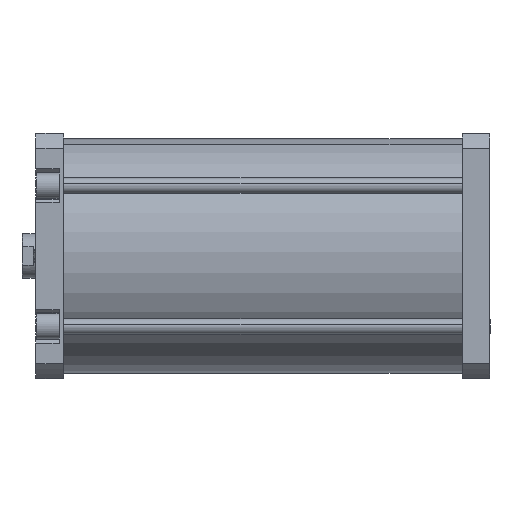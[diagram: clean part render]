
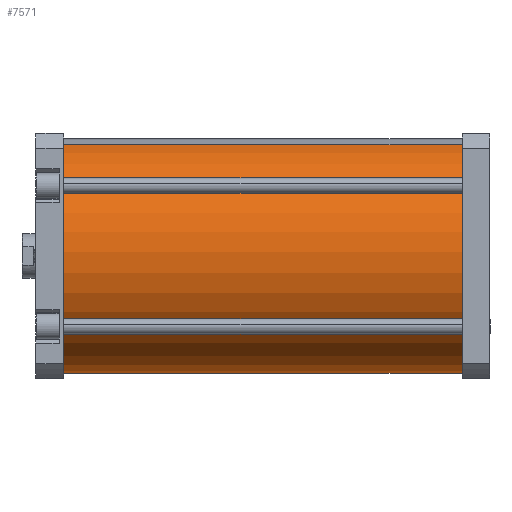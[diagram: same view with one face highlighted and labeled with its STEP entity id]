
A CAD part, front view. The second image highlights one B-rep face of the part: STEP entity #7571.
In plain terms, the highlighted cylindrical face has radius 105 mm (diameter 210 mm), a partial arc.
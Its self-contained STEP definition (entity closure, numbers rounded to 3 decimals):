
#228 = DIRECTION ( 'NONE',  ( -1., 0., 0. ) ) ;
#229 = DIRECTION ( 'NONE',  ( 0., 0., -1. ) ) ;
#230 = CARTESIAN_POINT ( 'NONE',  ( 0., 0., 357. ) ) ;
#1607 = EDGE_LOOP ( 'NONE', ( #1916, #1915, #1914, #1913 ) ) ;
#1913 = ORIENTED_EDGE ( 'NONE', *, *, #3142, .T. ) ;
#1914 = ORIENTED_EDGE ( 'NONE', *, *, #3137, .T. ) ;
#1915 = ORIENTED_EDGE ( 'NONE', *, *, #3140, .F. ) ;
#1916 = ORIENTED_EDGE ( 'NONE', *, *, #3135, .F. ) ;
#2745 = LINE ( 'NONE', #6101, #2753 ) ;
#2753 = VECTOR ( 'NONE', #6200, 1000. ) ;
#2778 = LINE ( 'NONE', #6227, #3108 ) ;
#3041 = CIRCLE ( 'NONE', #3690, 105. ) ;
#3082 = CIRCLE ( 'NONE', #3686, 105. ) ;
#3108 = VECTOR ( 'NONE', #6211, 1000. ) ;
#3135 = EDGE_CURVE ( 'NONE', #6178, #6208, #2778, .T. ) ;
#3137 = EDGE_CURVE ( 'NONE', #6098, #6201, #2745, .T. ) ;
#3140 = EDGE_CURVE ( 'NONE', #6098, #6178, #3082, .T. ) ;
#3142 = EDGE_CURVE ( 'NONE', #6201, #6208, #3041, .T. ) ;
#3686 = AXIS2_PLACEMENT_3D ( 'NONE', #6377, #6249, #6103 ) ;
#3690 = AXIS2_PLACEMENT_3D ( 'NONE', #6082, #6292, #6293 ) ;
#3987 = AXIS2_PLACEMENT_3D ( 'NONE', #230, #229, #228 ) ;
#5293 = CARTESIAN_POINT ( 'NONE',  ( -105., 0., 357. ) ) ;
#5368 = CARTESIAN_POINT ( 'NONE',  ( 105., 0., 357. ) ) ;
#5377 = CARTESIAN_POINT ( 'NONE',  ( -105., 0., 0. ) ) ;
#5381 = CARTESIAN_POINT ( 'NONE',  ( 105., 0., 0. ) ) ;
#6082 = CARTESIAN_POINT ( 'NONE',  ( 0., 0., 0. ) ) ;
#6098 = VERTEX_POINT ( 'NONE', #5293 ) ;
#6101 = CARTESIAN_POINT ( 'NONE',  ( -105., 0., 357. ) ) ;
#6103 = DIRECTION ( 'NONE',  ( 1., 0., 0. ) ) ;
#6178 = VERTEX_POINT ( 'NONE', #5368 ) ;
#6200 = DIRECTION ( 'NONE',  ( 0., 0., -1. ) ) ;
#6201 = VERTEX_POINT ( 'NONE', #5377 ) ;
#6208 = VERTEX_POINT ( 'NONE', #5381 ) ;
#6211 = DIRECTION ( 'NONE',  ( 0., 0., -1. ) ) ;
#6227 = CARTESIAN_POINT ( 'NONE',  ( 105., 0., 357. ) ) ;
#6249 = DIRECTION ( 'NONE',  ( 0., 0., 1. ) ) ;
#6292 = DIRECTION ( 'NONE',  ( 0., 0., 1. ) ) ;
#6293 = DIRECTION ( 'NONE',  ( 1., 0., 0. ) ) ;
#6377 = CARTESIAN_POINT ( 'NONE',  ( 0., 0., 357. ) ) ;
#7219 = FACE_OUTER_BOUND ( 'NONE', #1607, .T. ) ;
#7222 = CYLINDRICAL_SURFACE ( 'NONE', #3987, 105. ) ;
#7571 = ADVANCED_FACE ( 'NONE', ( #7219 ), #7222, .T. ) ;
